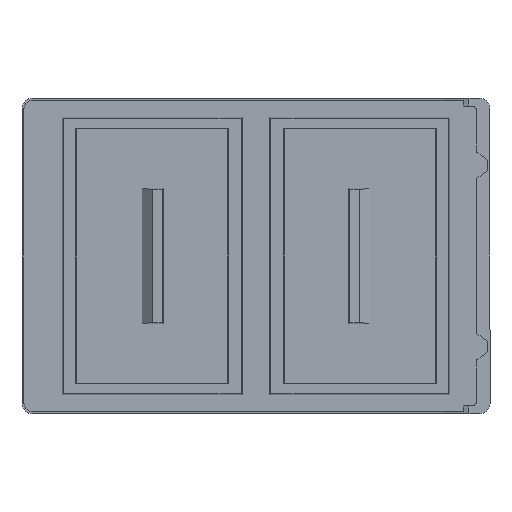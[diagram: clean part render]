
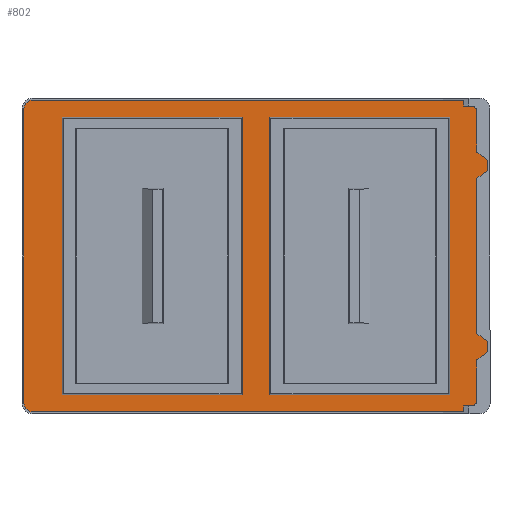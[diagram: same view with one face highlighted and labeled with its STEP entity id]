
A CAD part, front view. The second image highlights one B-rep face of the part: STEP entity #802.
In plain terms, the highlighted planar face has unit normal (0, -1, 0).
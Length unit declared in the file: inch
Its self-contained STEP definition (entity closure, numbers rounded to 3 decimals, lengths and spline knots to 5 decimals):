
#10 = DIRECTION ( 'NONE',  ( 0., 0., -1. ) ) ;
#21 = CARTESIAN_POINT ( 'NONE',  ( 22.0625, 3.1875, -14. ) ) ;
#28 = FACE_BOUND ( 'NONE', #2343, .T. ) ;
#33 = CARTESIAN_POINT ( 'NONE',  ( -22.25, 3.1875, -13.17181 ) ) ;
#55 = VERTEX_POINT ( 'NONE', #457 ) ;
#135 = VERTEX_POINT ( 'NONE', #240 ) ;
#167 = EDGE_CURVE ( 'NONE', #2069, #296, #1547, .T. ) ;
#176 = CARTESIAN_POINT ( 'NONE',  ( -22.0625, 3.1875, 14. ) ) ;
#212 = VECTOR ( 'NONE', #2690, 39.37008 ) ;
#218 = DIRECTION ( 'NONE',  ( -1., 0., 0. ) ) ;
#237 = CARTESIAN_POINT ( 'NONE',  ( -1.32819, 3.1875, 15. ) ) ;
#240 = CARTESIAN_POINT ( 'NONE',  ( 1.32819, 3.1875, 13.17181 ) ) ;
#242 = CARTESIAN_POINT ( 'NONE',  ( -22.0625, 3.1875, -15. ) ) ;
#273 = ORIENTED_EDGE ( 'NONE', *, *, #1427, .T. ) ;
#295 = LINE ( 'NONE', #1292, #2352 ) ;
#296 = VERTEX_POINT ( 'NONE', #2309 ) ;
#347 = ORIENTED_EDGE ( 'NONE', *, *, #1763, .F. ) ;
#395 = VERTEX_POINT ( 'NONE', #2599 ) ;
#400 = EDGE_CURVE ( 'NONE', #995, #1659, #1357, .T. ) ;
#424 = AXIS2_PLACEMENT_3D ( 'NONE', #1749, #487, #2221 ) ;
#457 = CARTESIAN_POINT ( 'NONE',  ( 22.0625, 3.1875, 14. ) ) ;
#484 = DIRECTION ( 'NONE',  ( 0., 0., 1. ) ) ;
#487 = DIRECTION ( 'NONE',  ( 0., 1., 0. ) ) ;
#533 = ORIENTED_EDGE ( 'NONE', *, *, #400, .F. ) ;
#553 = PLANE ( 'NONE',  #1557 ) ;
#631 = VECTOR ( 'NONE', #1424, 39.37008 ) ;
#693 = VERTEX_POINT ( 'NONE', #1485 ) ;
#739 = ORIENTED_EDGE ( 'NONE', *, *, #2063, .F. ) ;
#754 = LINE ( 'NONE', #242, #790 ) ;
#778 = CARTESIAN_POINT ( 'NONE',  ( -22.25, 3.1875, 15. ) ) ;
#787 = CIRCLE ( 'NONE', #1620, 0.8125 ) ;
#790 = VECTOR ( 'NONE', #1239, 39.37008 ) ;
#793 = ORIENTED_EDGE ( 'NONE', *, *, #1878, .F. ) ;
#802 = ADVANCED_FACE ( 'NONE', ( #28, #2299, #1794 ), #553, .F. ) ;
#814 = DIRECTION ( 'NONE',  ( 1., 0., 0. ) ) ;
#866 = ORIENTED_EDGE ( 'NONE', *, *, #1747, .F. ) ;
#874 = ORIENTED_EDGE ( 'NONE', *, *, #167, .F. ) ;
#906 = VECTOR ( 'NONE', #814, 39.37008 ) ;
#947 = VECTOR ( 'NONE', #2761, 39.37008 ) ;
#969 = CARTESIAN_POINT ( 'NONE',  ( 18.42181, 3.1875, 13.17181 ) ) ;
#995 = VERTEX_POINT ( 'NONE', #1125 ) ;
#1014 = LINE ( 'NONE', #33, #947 ) ;
#1051 = DIRECTION ( 'NONE',  ( 0., 0., 1. ) ) ;
#1061 = VERTEX_POINT ( 'NONE', #2212 ) ;
#1092 = VECTOR ( 'NONE', #484, 39.37008 ) ;
#1099 = DIRECTION ( 'NONE',  ( 0., 0., 1. ) ) ;
#1110 = DIRECTION ( 'NONE',  ( -1., 0., 0. ) ) ;
#1125 = CARTESIAN_POINT ( 'NONE',  ( -1.32819, 3.1875, 13.17181 ) ) ;
#1136 = VERTEX_POINT ( 'NONE', #969 ) ;
#1206 = AXIS2_PLACEMENT_3D ( 'NONE', #2239, #1753, #2747 ) ;
#1239 = DIRECTION ( 'NONE',  ( 0., 0., 1. ) ) ;
#1292 = CARTESIAN_POINT ( 'NONE',  ( 1.32819, 3.1875, 15. ) ) ;
#1342 = EDGE_CURVE ( 'NONE', #1659, #1861, #2064, .T. ) ;
#1357 = LINE ( 'NONE', #2357, #2162 ) ;
#1372 = LINE ( 'NONE', #2370, #631 ) ;
#1390 = EDGE_CURVE ( 'NONE', #55, #2881, #1480, .T. ) ;
#1413 = CARTESIAN_POINT ( 'NONE',  ( -22.0625, 3.1875, -14. ) ) ;
#1424 = DIRECTION ( 'NONE',  ( 0., 0., -1. ) ) ;
#1427 = EDGE_CURVE ( 'NONE', #135, #1136, #2981, .T. ) ;
#1480 = LINE ( 'NONE', #3219, #1833 ) ;
#1485 = CARTESIAN_POINT ( 'NONE',  ( 1.32819, 3.1875, -13.17181 ) ) ;
#1486 = CARTESIAN_POINT ( 'NONE',  ( -21.25, 3.1875, 14.8125 ) ) ;
#1489 = CARTESIAN_POINT ( 'NONE',  ( 21.25, 3.1875, -14. ) ) ;
#1546 = DIRECTION ( 'NONE',  ( 0., 1., 0. ) ) ;
#1547 = LINE ( 'NONE', #1598, #906 ) ;
#1551 = EDGE_CURVE ( 'NONE', #1136, #395, #1372, .T. ) ;
#1557 = AXIS2_PLACEMENT_3D ( 'NONE', #778, #1546, #2543 ) ;
#1597 = ORIENTED_EDGE ( 'NONE', *, *, #3014, .T. ) ;
#1598 = CARTESIAN_POINT ( 'NONE',  ( -22.25, 3.1875, 14.8125 ) ) ;
#1607 = CARTESIAN_POINT ( 'NONE',  ( -1.32819, 3.1875, -13.17181 ) ) ;
#1620 = AXIS2_PLACEMENT_3D ( 'NONE', #1822, #2573, #1099 ) ;
#1658 = CARTESIAN_POINT ( 'NONE',  ( -21.25, 3.1875, -14.8125 ) ) ;
#1659 = VERTEX_POINT ( 'NONE', #2714 ) ;
#1747 = EDGE_CURVE ( 'NONE', #2881, #1061, #2197, .T. ) ;
#1749 = CARTESIAN_POINT ( 'NONE',  ( -21.25, 3.1875, -14. ) ) ;
#1753 = DIRECTION ( 'NONE',  ( 0., 1., 0. ) ) ;
#1755 = EDGE_CURVE ( 'NONE', #2706, #2084, #754, .T. ) ;
#1763 = EDGE_CURVE ( 'NONE', #296, #55, #2665, .T. ) ;
#1778 = ORIENTED_EDGE ( 'NONE', *, *, #1390, .F. ) ;
#1794 = FACE_BOUND ( 'NONE', #2948, .T. ) ;
#1822 = CARTESIAN_POINT ( 'NONE',  ( -21.25, 3.1875, 14. ) ) ;
#1833 = VECTOR ( 'NONE', #10, 39.37008 ) ;
#1861 = VERTEX_POINT ( 'NONE', #3033 ) ;
#1878 = EDGE_CURVE ( 'NONE', #1861, #2917, #1014, .T. ) ;
#1986 = VECTOR ( 'NONE', #2247, 39.37008 ) ;
#2040 = VECTOR ( 'NONE', #218, 39.37008 ) ;
#2063 = EDGE_CURVE ( 'NONE', #2189, #2706, #2667, .T. ) ;
#2064 = LINE ( 'NONE', #2096, #3079 ) ;
#2069 = VERTEX_POINT ( 'NONE', #1486 ) ;
#2084 = VERTEX_POINT ( 'NONE', #176 ) ;
#2096 = CARTESIAN_POINT ( 'NONE',  ( -18.42181, 3.1875, 15. ) ) ;
#2162 = VECTOR ( 'NONE', #1110, 39.37008 ) ;
#2170 = ORIENTED_EDGE ( 'NONE', *, *, #2799, .T. ) ;
#2182 = ORIENTED_EDGE ( 'NONE', *, *, #2241, .F. ) ;
#2189 = VERTEX_POINT ( 'NONE', #1658 ) ;
#2197 = CIRCLE ( 'NONE', #2457, 0.8125 ) ;
#2209 = ORIENTED_EDGE ( 'NONE', *, *, #2470, .F. ) ;
#2212 = CARTESIAN_POINT ( 'NONE',  ( 21.25, 3.1875, -14.8125 ) ) ;
#2221 = DIRECTION ( 'NONE',  ( 0., 0., 1. ) ) ;
#2228 = CARTESIAN_POINT ( 'NONE',  ( -22.25, 3.1875, -13.17181 ) ) ;
#2239 = CARTESIAN_POINT ( 'NONE',  ( 21.25, 3.1875, 14. ) ) ;
#2241 = EDGE_CURVE ( 'NONE', #1061, #2189, #3158, .T. ) ;
#2247 = DIRECTION ( 'NONE',  ( 1., 0., 0. ) ) ;
#2299 = FACE_OUTER_BOUND ( 'NONE', #2782, .T. ) ;
#2309 = CARTESIAN_POINT ( 'NONE',  ( 21.25, 3.1875, 14.8125 ) ) ;
#2343 = EDGE_LOOP ( 'NONE', ( #2554, #2170, #1597, #273 ) ) ;
#2352 = VECTOR ( 'NONE', #1051, 39.37008 ) ;
#2357 = CARTESIAN_POINT ( 'NONE',  ( -22.25, 3.1875, 13.17181 ) ) ;
#2370 = CARTESIAN_POINT ( 'NONE',  ( 18.42181, 3.1875, 15. ) ) ;
#2383 = ORIENTED_EDGE ( 'NONE', *, *, #2597, .F. ) ;
#2393 = CARTESIAN_POINT ( 'NONE',  ( -22.25, 3.1875, -14.8125 ) ) ;
#2451 = DIRECTION ( 'NONE',  ( 0., 1., 0. ) ) ;
#2457 = AXIS2_PLACEMENT_3D ( 'NONE', #1489, #2451, #2483 ) ;
#2470 = EDGE_CURVE ( 'NONE', #2917, #995, #2726, .T. ) ;
#2483 = DIRECTION ( 'NONE',  ( 0., 0., 1. ) ) ;
#2543 = DIRECTION ( 'NONE',  ( 0., 0., 1. ) ) ;
#2554 = ORIENTED_EDGE ( 'NONE', *, *, #1551, .T. ) ;
#2572 = ORIENTED_EDGE ( 'NONE', *, *, #1755, .F. ) ;
#2573 = DIRECTION ( 'NONE',  ( 0., 1., 0. ) ) ;
#2597 = EDGE_CURVE ( 'NONE', #2084, #2069, #787, .T. ) ;
#2599 = CARTESIAN_POINT ( 'NONE',  ( 18.42181, 3.1875, -13.17181 ) ) ;
#2665 = CIRCLE ( 'NONE', #1206, 0.8125 ) ;
#2667 = CIRCLE ( 'NONE', #424, 0.8125 ) ;
#2690 = DIRECTION ( 'NONE',  ( -1., 0., 0. ) ) ;
#2706 = VERTEX_POINT ( 'NONE', #1413 ) ;
#2714 = CARTESIAN_POINT ( 'NONE',  ( -18.42181, 3.1875, 13.17181 ) ) ;
#2721 = LINE ( 'NONE', #2228, #2040 ) ;
#2723 = CARTESIAN_POINT ( 'NONE',  ( -22.25, 3.1875, 13.17181 ) ) ;
#2726 = LINE ( 'NONE', #237, #1092 ) ;
#2747 = DIRECTION ( 'NONE',  ( 0., 0., 1. ) ) ;
#2761 = DIRECTION ( 'NONE',  ( 1., 0., 0. ) ) ;
#2782 = EDGE_LOOP ( 'NONE', ( #2182, #866, #1778, #347, #874, #2383, #2572, #739 ) ) ;
#2799 = EDGE_CURVE ( 'NONE', #395, #693, #2721, .T. ) ;
#2881 = VERTEX_POINT ( 'NONE', #21 ) ;
#2917 = VERTEX_POINT ( 'NONE', #1607 ) ;
#2948 = EDGE_LOOP ( 'NONE', ( #533, #2209, #793, #3039 ) ) ;
#2981 = LINE ( 'NONE', #2723, #1986 ) ;
#3014 = EDGE_CURVE ( 'NONE', #693, #135, #295, .T. ) ;
#3033 = CARTESIAN_POINT ( 'NONE',  ( -18.42181, 3.1875, -13.17181 ) ) ;
#3039 = ORIENTED_EDGE ( 'NONE', *, *, #1342, .F. ) ;
#3079 = VECTOR ( 'NONE', #3083, 39.37008 ) ;
#3083 = DIRECTION ( 'NONE',  ( 0., 0., -1. ) ) ;
#3158 = LINE ( 'NONE', #2393, #212 ) ;
#3219 = CARTESIAN_POINT ( 'NONE',  ( 22.0625, 3.1875, -15. ) ) ;
